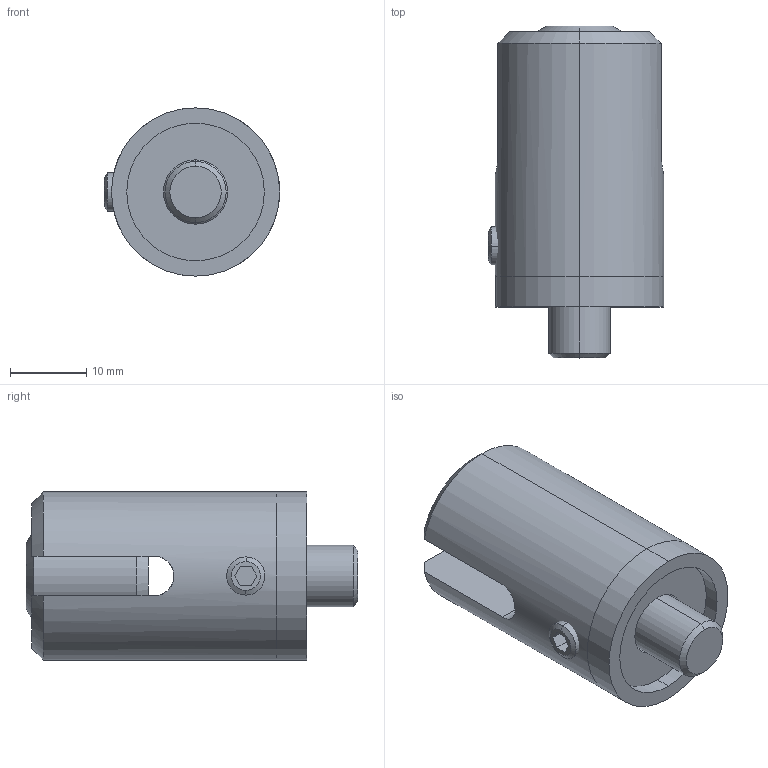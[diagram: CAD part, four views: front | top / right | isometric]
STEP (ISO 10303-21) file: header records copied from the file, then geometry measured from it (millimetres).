
FILE_DESCRIPTION (( 'STEP AP203' ), '1' );
FILE_NAME ('A14_7404-5-000.STEP', '2023-11-28T10:53:30', ( '' ), ( '' ), 'SwSTEP 2.0', 'SolidWorks 2019', '' );
FILE_SCHEMA (( 'CONFIG_CONTROL_DESIGN' ));
Length unit declared in the file: millimetre
Products named in the file (6): DIN 913_SKRUTKA M12X16; A14_7404-5-000.P1; A14_7404-5-000; Skrutka DIN 7991_Skrutka M 8x 20 ; DIN 914_SKRUTKA M 5X 5; A14_7404-5-000.P2
Assembly tree (5 placements, depth 2):
  A14_7404-5-000
    A14_7404-5-000.P1
    A14_7404-5-000.P2
    DIN 913_SKRUTKA M12X16
    DIN 914_SKRUTKA M 5X 5
    Skrutka DIN 7991_Skrutka M 8x 20 
Bounding box: 22.93 x 43.41 x 22 mm (x, y, z)
Volume: 11721.9 mm3; surface area: 7700.8 mm2
Topology: 5 solids, 5 shells, 91 faces, 204 edges, 128 vertices
Faces by surface type: plane 39, cylinder 28, cone 24
Entity records: 3384 total; most frequent: CARTESIAN_POINT 685, DIRECTION 458, ORIENTED_EDGE 408, EDGE_CURVE 204, AXIS2_PLACEMENT_3D 171, VERTEX_POINT 128, LINE 116, VECTOR 116
